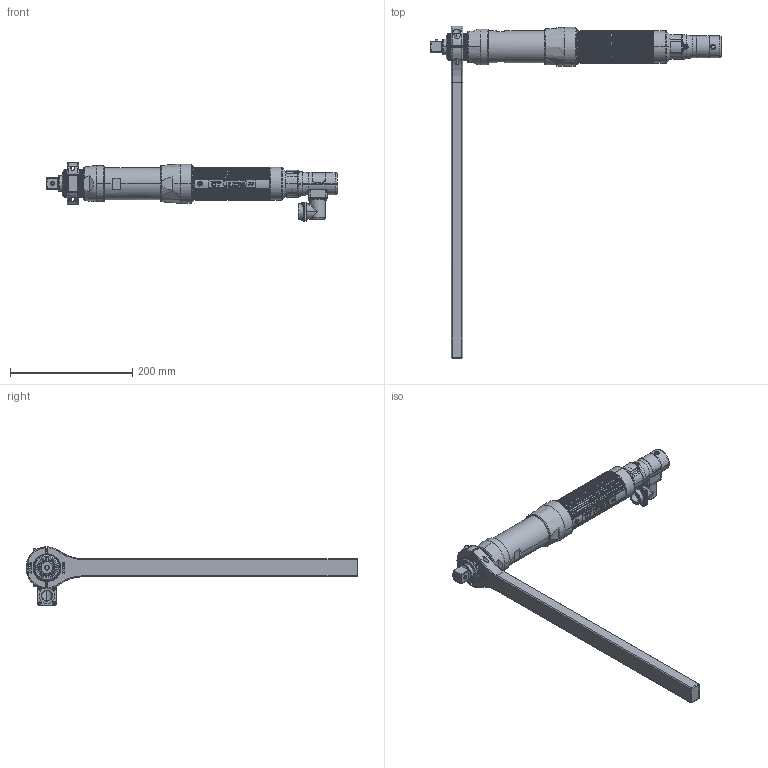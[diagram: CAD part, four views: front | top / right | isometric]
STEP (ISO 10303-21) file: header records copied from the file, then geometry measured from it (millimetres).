
FILE_DESCRIPTION((''),'2;1');
FILE_NAME('EB45MB2-140','2012-04-24T',('EJF1116'),(''),'PRO/ENGINEER BY PARAMETRIC TECHNOLOGY CORPORATION, 2010430','PRO/ENGINEER BY PARAMETRIC TECHNOLOGY CORPORATION, 2010430','');
FILE_SCHEMA(('CONFIG_CONTROL_DESIGN'));
Products named in the file (1): EB45MB2-140
Bounding box: 474.38 x 542.12 x 95.3 mm (x, y, z)
Surface area: 210444.6 mm2 (no closed solid volume)
Topology: 0 solids, 267 shells, 832 faces, 5123 edges, 4427 vertices
Faces by surface type: cylinder 389, plane 315, torus 48, bspline 43, cone 33, extrusion 2, sphere 2
Entity records: 57650 total; most frequent: CARTESIAN_POINT 21546, DIRECTION 6914, ORIENTED_EDGE 6096, EDGE_CURVE 5123, VERTEX_POINT 4427, VECTOR 2596, LINE 2594, AXIS2_PLACEMENT_3D 2159
